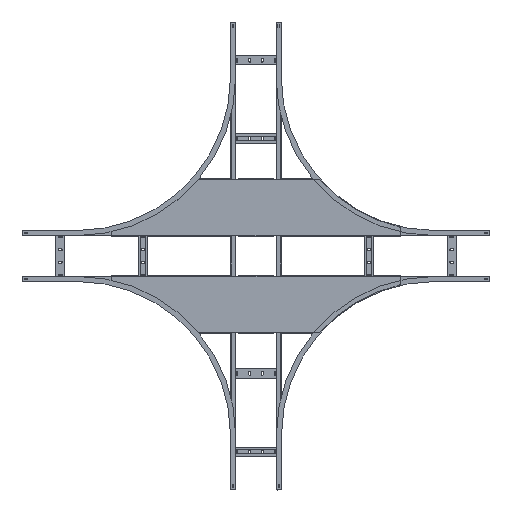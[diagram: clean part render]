
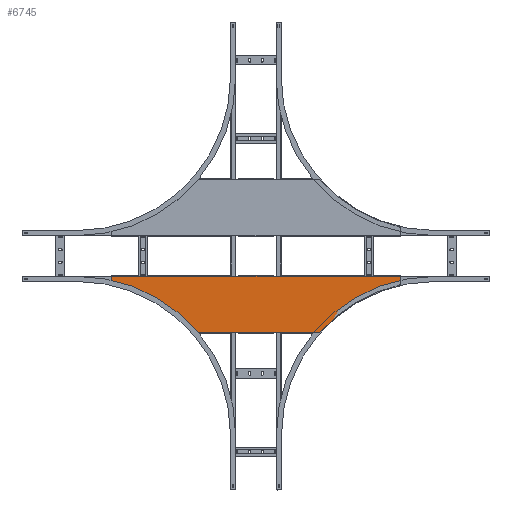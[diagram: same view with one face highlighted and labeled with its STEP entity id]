
A CAD part, top view. The second image highlights one B-rep face of the part: STEP entity #6745.
In plain terms, the highlighted face is planar.
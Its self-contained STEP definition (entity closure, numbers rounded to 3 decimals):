
#82 = AXIS2_PLACEMENT_3D ( 'NONE', #5003, #2063, #2092 ) ;
#407 = DIRECTION ( 'NONE',  ( 0., 0., 1. ) ) ;
#577 = AXIS2_PLACEMENT_3D ( 'NONE', #7729, #8447, #407 ) ;
#727 = DIRECTION ( 'NONE',  ( 0., 0., -1. ) ) ;
#776 = AXIS2_PLACEMENT_3D ( 'NONE', #1937, #5610, #4908 ) ;
#797 = LINE ( 'NONE', #4713, #2527 ) ;
#874 = CARTESIAN_POINT ( 'NONE',  ( 559.5, -1.2, -363.823 ) ) ;
#905 = CARTESIAN_POINT ( 'NONE',  ( 249.051, -1.2, -173.2 ) ) ;
#1178 = CIRCLE ( 'NONE', #776, 601.8 ) ;
#1267 = ORIENTED_EDGE ( 'NONE', *, *, #7881, .F. ) ;
#1453 = VERTEX_POINT ( 'NONE', #4869 ) ;
#1503 = CARTESIAN_POINT ( 'NONE',  ( -560., -1.2, -173.2 ) ) ;
#1641 = VERTEX_POINT ( 'NONE', #6634 ) ;
#1744 = ORIENTED_EDGE ( 'NONE', *, *, #7491, .T. ) ;
#1894 = CARTESIAN_POINT ( 'NONE',  ( -559.5, -1.2, -363.823 ) ) ;
#1937 = CARTESIAN_POINT ( 'NONE',  ( 698.677, -1.2, 226.8 ) ) ;
#1974 = EDGE_CURVE ( 'NONE', #4480, #8928, #6048, .T. ) ;
#2063 = DIRECTION ( 'NONE',  ( 0., -1., 0. ) ) ;
#2092 = DIRECTION ( 'NONE',  ( 0., 0., 1. ) ) ;
#2255 = AXIS2_PLACEMENT_3D ( 'NONE', #1894, #4770, #8422 ) ;
#2348 = VECTOR ( 'NONE', #727, 1000. ) ;
#2432 = EDGE_CURVE ( 'NONE', #6192, #8928, #9293, .T. ) ;
#2527 = VECTOR ( 'NONE', #6134, 1000. ) ;
#2611 = CIRCLE ( 'NONE', #82, 601.8 ) ;
#2898 = ORIENTED_EDGE ( 'NONE', *, *, #6326, .T. ) ;
#3009 = ORIENTED_EDGE ( 'NONE', *, *, #6262, .F. ) ;
#3040 = EDGE_LOOP ( 'NONE', ( #3009, #4391, #4968, #7835, #8957, #1744, #1267, #2898 ) ) ;
#3165 = CARTESIAN_POINT ( 'NONE',  ( -564.5, -1.2, -393.2 ) ) ;
#3578 = DIRECTION ( 'NONE',  ( 0., -1., 0. ) ) ;
#3671 = AXIS2_PLACEMENT_3D ( 'NONE', #874, #3578, #6789 ) ;
#4377 = CARTESIAN_POINT ( 'NONE',  ( 564.5, -1.2, -393.2 ) ) ;
#4391 = ORIENTED_EDGE ( 'NONE', *, *, #8289, .T. ) ;
#4480 = VERTEX_POINT ( 'NONE', #4377 ) ;
#4713 = CARTESIAN_POINT ( 'NONE',  ( 564.5, -1.2, -395.4 ) ) ;
#4770 = DIRECTION ( 'NONE',  ( 0., -1., 0. ) ) ;
#4805 = PLANE ( 'NONE',  #577 ) ;
#4869 = CARTESIAN_POINT ( 'NONE',  ( -249.051, -1.2, -173.2 ) ) ;
#4908 = DIRECTION ( 'NONE',  ( 0., 0., -1. ) ) ;
#4968 = ORIENTED_EDGE ( 'NONE', *, *, #2432, .T. ) ;
#5003 = CARTESIAN_POINT ( 'NONE',  ( -698.677, -1.2, 226.8 ) ) ;
#5212 = EDGE_CURVE ( 'NONE', #6964, #4480, #797, .T. ) ;
#5610 = DIRECTION ( 'NONE',  ( 0., -1., 0. ) ) ;
#5616 = VECTOR ( 'NONE', #6691, 1000. ) ;
#5718 = VERTEX_POINT ( 'NONE', #905 ) ;
#5734 = CARTESIAN_POINT ( 'NONE',  ( 564.5, -1.2, -363.823 ) ) ;
#6048 = LINE ( 'NONE', #6901, #6416 ) ;
#6122 = DIRECTION ( 'NONE',  ( -1., 0., 0. ) ) ;
#6134 = DIRECTION ( 'NONE',  ( 0., 0., -1. ) ) ;
#6192 = VERTEX_POINT ( 'NONE', #6565 ) ;
#6262 = EDGE_CURVE ( 'NONE', #7818, #1453, #2611, .T. ) ;
#6326 = EDGE_CURVE ( 'NONE', #5718, #1453, #7855, .T. ) ;
#6416 = VECTOR ( 'NONE', #6122, 1000. ) ;
#6565 = CARTESIAN_POINT ( 'NONE',  ( -564.5, -1.2, -363.823 ) ) ;
#6634 = CARTESIAN_POINT ( 'NONE',  ( 560.647, -1.2, -358.957 ) ) ;
#6691 = DIRECTION ( 'NONE',  ( -1., 0., 0. ) ) ;
#6745 = ADVANCED_FACE ( 'NONE', ( #7267 ), #4805, .F. ) ;
#6789 = DIRECTION ( 'NONE',  ( 0., 0., 1. ) ) ;
#6901 = CARTESIAN_POINT ( 'NONE',  ( -887., -1.2, -393.2 ) ) ;
#6964 = VERTEX_POINT ( 'NONE', #5734 ) ;
#7146 = CIRCLE ( 'NONE', #3671, 5. ) ;
#7267 = FACE_OUTER_BOUND ( 'NONE', #3040, .T. ) ;
#7491 = EDGE_CURVE ( 'NONE', #6964, #1641, #7146, .T. ) ;
#7531 = CARTESIAN_POINT ( 'NONE',  ( -564.5, -1.2, 226.8 ) ) ;
#7729 = CARTESIAN_POINT ( 'NONE',  ( -698.677, -1.2, 226.8 ) ) ;
#7818 = VERTEX_POINT ( 'NONE', #9365 ) ;
#7835 = ORIENTED_EDGE ( 'NONE', *, *, #1974, .F. ) ;
#7855 = LINE ( 'NONE', #1503, #5616 ) ;
#7881 = EDGE_CURVE ( 'NONE', #5718, #1641, #1178, .T. ) ;
#7894 = CIRCLE ( 'NONE', #2255, 5. ) ;
#8289 = EDGE_CURVE ( 'NONE', #7818, #6192, #7894, .T. ) ;
#8422 = DIRECTION ( 'NONE',  ( 0., 0., 1. ) ) ;
#8447 = DIRECTION ( 'NONE',  ( 0., 1., 0. ) ) ;
#8928 = VERTEX_POINT ( 'NONE', #3165 ) ;
#8957 = ORIENTED_EDGE ( 'NONE', *, *, #5212, .F. ) ;
#9293 = LINE ( 'NONE', #7531, #2348 ) ;
#9365 = CARTESIAN_POINT ( 'NONE',  ( -560.647, -1.2, -358.957 ) ) ;
